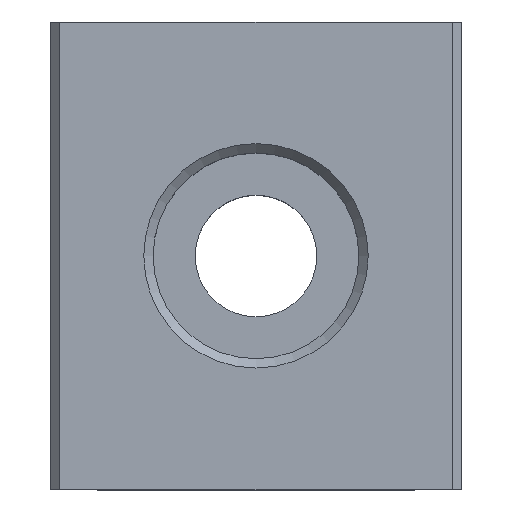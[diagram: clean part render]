
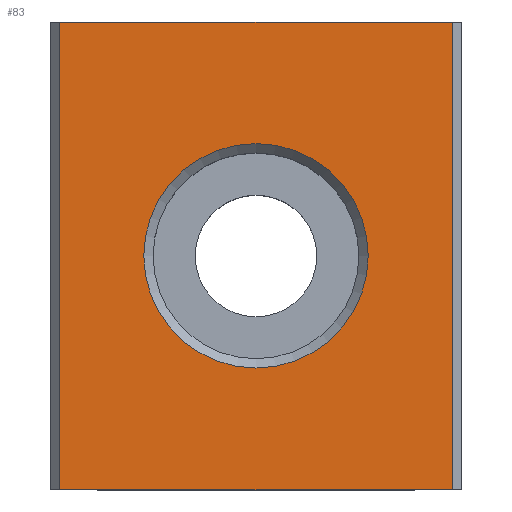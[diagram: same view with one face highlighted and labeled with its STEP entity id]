
A CAD part, top view. The second image highlights one B-rep face of the part: STEP entity #83.
In plain terms, the highlighted planar face has unit normal (0, 0, 1).
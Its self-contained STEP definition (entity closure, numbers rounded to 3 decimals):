
#83 = ADVANCED_FACE( '', ( #114, #115 ), #116, .T. );
#114 = FACE_BOUND( '', #159, .T. );
#115 = FACE_OUTER_BOUND( '', #160, .T. );
#116 = PLANE( '', #161 );
#159 = EDGE_LOOP( '', ( #243 ) );
#160 = EDGE_LOOP( '', ( #244, #245, #246, #247 ) );
#161 = AXIS2_PLACEMENT_3D( '', #248, #249, #250 );
#243 = ORIENTED_EDGE( '', *, *, #350, .T. );
#244 = ORIENTED_EDGE( '', *, *, #340, .T. );
#245 = ORIENTED_EDGE( '', *, *, #353, .T. );
#246 = ORIENTED_EDGE( '', *, *, #354, .F. );
#247 = ORIENTED_EDGE( '', *, *, #351, .T. );
#248 = CARTESIAN_POINT( '', ( -11., -12.5, 12. ) );
#249 = DIRECTION( '', ( 0., 0., 1. ) );
#250 = DIRECTION( '', ( 1., 0., 0. ) );
#340 = EDGE_CURVE( '', #395, #393, #396, .T. );
#350 = EDGE_CURVE( '', #413, #413, #414, .F. );
#351 = EDGE_CURVE( '', #415, #395, #416, .T. );
#353 = EDGE_CURVE( '', #393, #418, #419, .T. );
#354 = EDGE_CURVE( '', #415, #418, #420, .T. );
#393 = VERTEX_POINT( '', #476 );
#395 = VERTEX_POINT( '', #479 );
#396 = LINE( '', #480, #481 );
#413 = VERTEX_POINT( '', #505 );
#414 = CIRCLE( '', #506, 6. );
#415 = VERTEX_POINT( '', #507 );
#416 = LINE( '', #508, #509 );
#418 = VERTEX_POINT( '', #512 );
#419 = LINE( '', #513, #514 );
#420 = LINE( '', #515, #516 );
#476 = CARTESIAN_POINT( '', ( 10.5, -12.5, 12. ) );
#479 = CARTESIAN_POINT( '', ( -10.5, -12.5, 12. ) );
#480 = CARTESIAN_POINT( '', ( -11., -12.5, 12. ) );
#481 = VECTOR( '', #566, 1000. );
#505 = CARTESIAN_POINT( '', ( 6., 0., 12. ) );
#506 = AXIS2_PLACEMENT_3D( '', #580, #581, #582 );
#507 = CARTESIAN_POINT( '', ( -10.5, 12.5, 12. ) );
#508 = CARTESIAN_POINT( '', ( -10.5, -12.5, 12. ) );
#509 = VECTOR( '', #583, 1000. );
#512 = CARTESIAN_POINT( '', ( 10.5, 12.5, 12. ) );
#513 = CARTESIAN_POINT( '', ( 10.5, -12.5, 12. ) );
#514 = VECTOR( '', #585, 1000. );
#515 = CARTESIAN_POINT( '', ( -11., 12.5, 12. ) );
#516 = VECTOR( '', #586, 1000. );
#566 = DIRECTION( '', ( 1., 0., 0. ) );
#580 = CARTESIAN_POINT( '', ( 0., 0., 12. ) );
#581 = DIRECTION( '', ( 0., 0., 1. ) );
#582 = DIRECTION( '', ( 1., 0., 0. ) );
#583 = DIRECTION( '', ( 0., -1., 0. ) );
#585 = DIRECTION( '', ( 0., 1., 0. ) );
#586 = DIRECTION( '', ( 1., 0., 0. ) );
